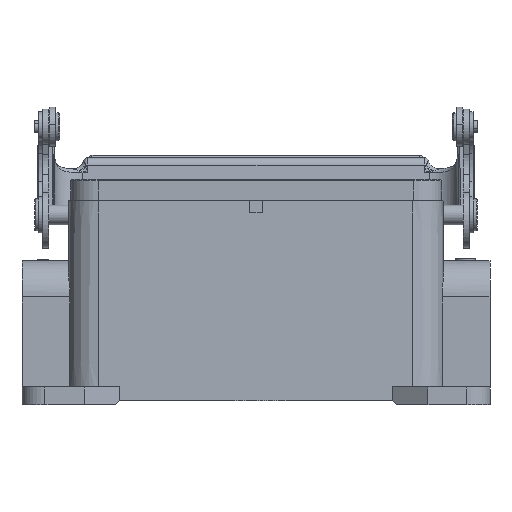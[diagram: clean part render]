
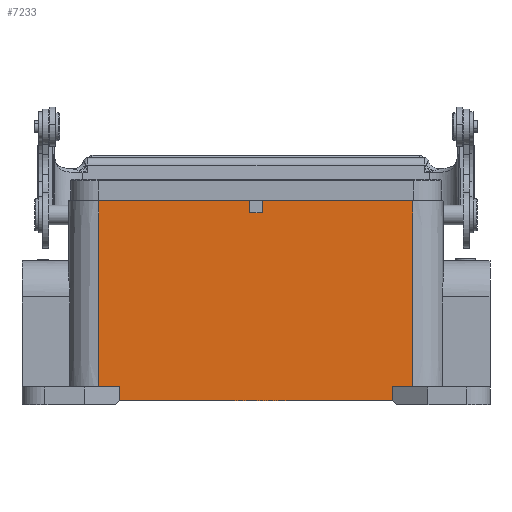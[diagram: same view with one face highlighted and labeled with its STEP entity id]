
A CAD part, front view. The second image highlights one B-rep face of the part: STEP entity #7233.
In plain terms, the highlighted planar face has unit normal (0, -1, 0.009).
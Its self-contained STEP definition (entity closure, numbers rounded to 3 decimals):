
#2737=LINE('',#42130,#4366);
#2738=LINE('',#42132,#4367);
#2750=LINE('',#42175,#4379);
#2755=LINE('',#42198,#4384);
#2762=LINE('',#42233,#4391);
#2791=LINE('',#42308,#4420);
#2794=LINE('',#42322,#4423);
#2801=LINE('',#42338,#4430);
#2935=LINE('',#42850,#4564);
#2948=LINE('',#42882,#4577);
#2950=LINE('',#42886,#4579);
#2951=LINE('',#42888,#4580);
#4366=VECTOR('',#30169,1.);
#4367=VECTOR('',#30172,1.);
#4379=VECTOR('',#30196,1.);
#4384=VECTOR('',#30209,1.);
#4391=VECTOR('',#30228,1.);
#4420=VECTOR('',#30301,1.);
#4423=VECTOR('',#30318,1.);
#4430=VECTOR('',#30329,1.);
#4564=VECTOR('',#30613,1.);
#4577=VECTOR('',#30646,1.);
#4579=VECTOR('',#30650,1.);
#4580=VECTOR('',#30653,1.);
#7233=ADVANCED_FACE('',(#9029),#7842,.T.);
#7842=PLANE('',#25313);
#9029=FACE_OUTER_BOUND('',#10451,.T.);
#10451=EDGE_LOOP('',(#17081,#17082,#17083,#17084,#17085,#17086,#17087,#17088,
#17089,#17090,#17091,#17092));
#17081=ORIENTED_EDGE('',*,*,#22784,.T.);
#17082=ORIENTED_EDGE('',*,*,#22768,.T.);
#17083=ORIENTED_EDGE('',*,*,#22586,.F.);
#17084=ORIENTED_EDGE('',*,*,#22578,.T.);
#17085=ORIENTED_EDGE('',*,*,#22571,.F.);
#17086=ORIENTED_EDGE('',*,*,#22787,.T.);
#17087=ORIENTED_EDGE('',*,*,#22533,.F.);
#17088=ORIENTED_EDGE('',*,*,#22521,.T.);
#17089=ORIENTED_EDGE('',*,*,#22512,.T.);
#17090=ORIENTED_EDGE('',*,*,#22496,.T.);
#17091=ORIENTED_EDGE('',*,*,#22495,.F.);
#17092=ORIENTED_EDGE('',*,*,#22786,.F.);
#19240=VERTEX_POINT('',#42127);
#19241=VERTEX_POINT('',#42129);
#19242=VERTEX_POINT('',#42133);
#19255=VERTEX_POINT('',#42176);
#19261=VERTEX_POINT('',#42199);
#19271=VERTEX_POINT('',#42234);
#19292=VERTEX_POINT('',#42303);
#19294=VERTEX_POINT('',#42307);
#19299=VERTEX_POINT('',#42323);
#19306=VERTEX_POINT('',#42339);
#19426=VERTEX_POINT('',#42851);
#19435=VERTEX_POINT('',#42883);
#22495=EDGE_CURVE('',#19241,#19240,#2737,.T.);
#22496=EDGE_CURVE('',#19242,#19240,#2738,.T.);
#22512=EDGE_CURVE('',#19255,#19242,#2750,.T.);
#22521=EDGE_CURVE('',#19261,#19255,#2755,.T.);
#22533=EDGE_CURVE('',#19261,#19271,#2762,.T.);
#22571=EDGE_CURVE('',#19294,#19292,#2791,.T.);
#22578=EDGE_CURVE('',#19299,#19292,#2794,.T.);
#22586=EDGE_CURVE('',#19299,#19306,#2801,.T.);
#22768=EDGE_CURVE('',#19426,#19306,#2935,.T.);
#22784=EDGE_CURVE('',#19435,#19426,#2948,.T.);
#22786=EDGE_CURVE('',#19435,#19241,#2950,.T.);
#22787=EDGE_CURVE('',#19294,#19271,#2951,.T.);
#25313=AXIS2_PLACEMENT_3D('',#42889,#30654,#30655);
#30169=DIRECTION('',(1.,0.,0.));
#30172=DIRECTION('',(0.,-0.009,-1.));
#30196=DIRECTION('',(-1.,0.,0.));
#30209=DIRECTION('',(0.,0.009,1.));
#30228=DIRECTION('',(-1.,0.,0.));
#30301=DIRECTION('',(-1.,0.,0.));
#30318=DIRECTION('',(0.,-0.009,-1.));
#30329=DIRECTION('',(-1.,0.,0.));
#30613=DIRECTION('',(0.,-0.009,-1.));
#30646=DIRECTION('',(-1.,0.,0.));
#30650=DIRECTION('',(0.,-0.009,-1.));
#30653=DIRECTION('',(0.,0.009,1.));
#30654=DIRECTION('',(0.,-1.,0.009));
#30655=DIRECTION('',(-1.,0.,0.));
#42127=CARTESIAN_POINT('',(1.6,-21.526,21.5));
#42129=CARTESIAN_POINT('',(-1.6,-21.526,21.5));
#42130=CARTESIAN_POINT('',(-1.6,-21.526,21.5));
#42132=CARTESIAN_POINT('',(1.6,-21.5,24.5));
#42133=CARTESIAN_POINT('',(1.6,-21.5,24.5));
#42175=CARTESIAN_POINT('',(39.25,-21.5,24.5));
#42176=CARTESIAN_POINT('',(39.25,-21.5,24.5));
#42198=CARTESIAN_POINT('',(39.25,-21.906,-22.));
#42199=CARTESIAN_POINT('',(39.25,-21.906,-22.));
#42233=CARTESIAN_POINT('',(39.25,-21.906,-22.));
#42234=CARTESIAN_POINT('',(34.,-21.906,-22.));
#42303=CARTESIAN_POINT('',(-34.,-21.936,-25.5));
#42307=CARTESIAN_POINT('',(34.,-21.936,-25.5));
#42308=CARTESIAN_POINT('',(34.,-21.936,-25.5));
#42322=CARTESIAN_POINT('',(-34.,-21.906,-22.));
#42323=CARTESIAN_POINT('',(-34.,-21.906,-22.));
#42338=CARTESIAN_POINT('',(-34.,-21.906,-22.));
#42339=CARTESIAN_POINT('',(-39.25,-21.906,-22.));
#42850=CARTESIAN_POINT('',(-39.25,-21.5,24.5));
#42851=CARTESIAN_POINT('',(-39.25,-21.5,24.5));
#42882=CARTESIAN_POINT('',(-1.6,-21.5,24.5));
#42883=CARTESIAN_POINT('',(-1.6,-21.5,24.5));
#42886=CARTESIAN_POINT('',(-1.6,-21.5,24.5));
#42888=CARTESIAN_POINT('',(34.,-21.936,-25.5));
#42889=CARTESIAN_POINT('',(-41.628,-21.5,24.5));
